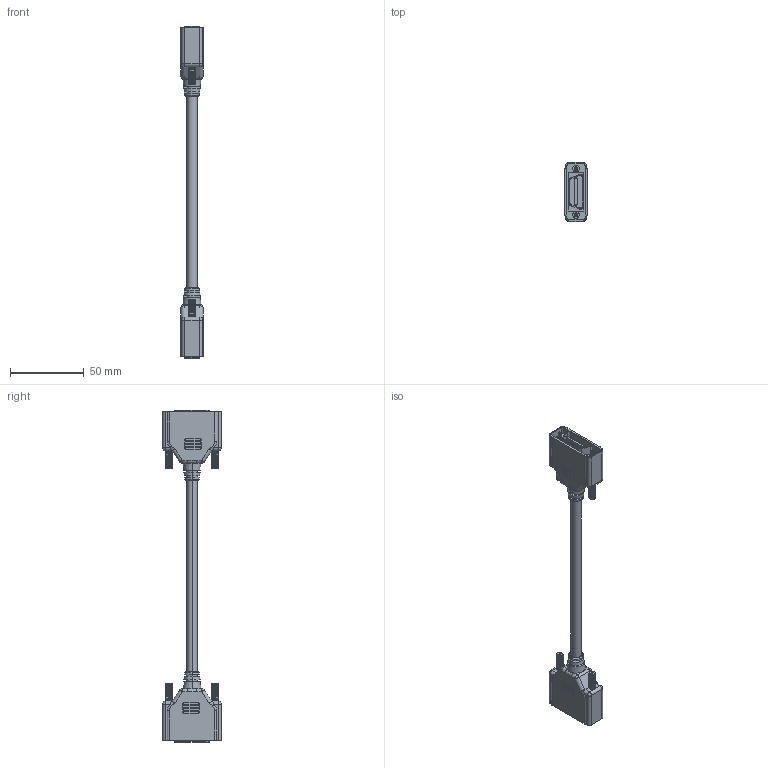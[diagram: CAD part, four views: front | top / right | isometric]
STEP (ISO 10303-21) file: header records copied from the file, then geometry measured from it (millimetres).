
FILE_DESCRIPTION (( 'STEP AP214' ), '1' );
FILE_NAME ('CLCA01_3D.STEP', '2022-06-16T21:35:03', ( '' ), ( '' ), 'SwSTEP 2.0', 'SolidWorks 2021', '' );
FILE_SCHEMA (( 'AUTOMOTIVE_DESIGN' ));
Length unit declared in the file: inch
Products named in the file (5): CL26PM; PBOLT-17; CLCA01_3D; MCD-408C
Assembly tree (6 placements, depth 3):
  CLCA01_3D
    MCD-408C
    CL26PM  x2
      CL26PM
      PBOLT-17
Bounding box: 15 x 39.7 x 224.83 mm (x, y, z)
Volume: 40159.4 mm3; surface area: 19107.3 mm2
Topology: 7 solids, 7 shells, 988 faces, 2722 edges, 1772 vertices
Faces by surface type: cylinder 710, plane 202, bspline 24, torus 20, cone 16, sphere 16
Entity records: 12294 total; most frequent: CARTESIAN_POINT 3592, DIRECTION 1836, ORIENTED_EDGE 1802, EDGE_CURVE 901, AXIS2_PLACEMENT_3D 723, VERTEX_POINT 585, LINE 390, VECTOR 390
